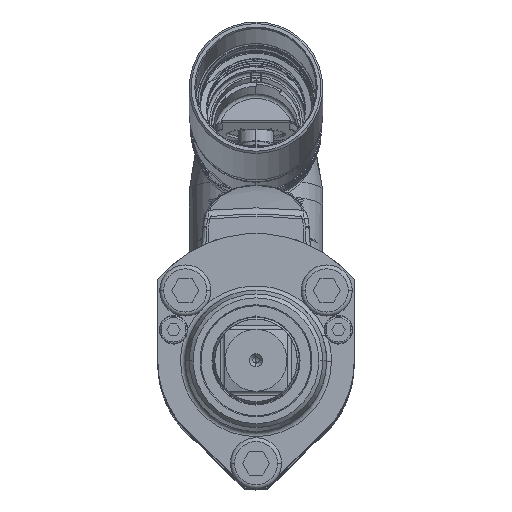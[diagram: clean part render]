
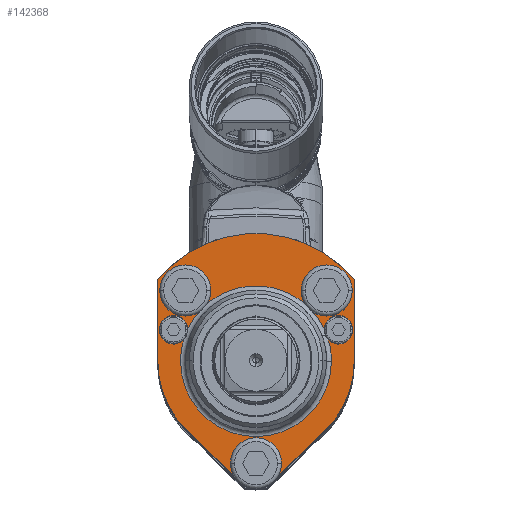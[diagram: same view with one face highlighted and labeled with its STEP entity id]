
A CAD part, top view. The second image highlights one B-rep face of the part: STEP entity #142368.
In plain terms, the highlighted planar face has unit normal (0, 0, 1).
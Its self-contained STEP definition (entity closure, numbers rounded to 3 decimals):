
#140314=CARTESIAN_POINT('',(18.,18.,409.7));
#140315=DIRECTION('',(0.,0.,1.));
#140316=DIRECTION('',(0.,-1.,0.));
#140317=AXIS2_PLACEMENT_3D('',#140314,#140315,#140316);
#140319=CARTESIAN_POINT('',(18.,18.,409.7));
#140320=DIRECTION('',(0.,0.,1.));
#140321=DIRECTION('',(0.,1.,0.));
#140322=AXIS2_PLACEMENT_3D('',#140319,#140320,#140321);
#140324=CARTESIAN_POINT('',(-18.,18.,409.7));
#140325=DIRECTION('',(0.,0.,1.));
#140326=DIRECTION('',(0.,-1.,0.));
#140327=AXIS2_PLACEMENT_3D('',#140324,#140325,#140326);
#140329=CARTESIAN_POINT('',(-18.,18.,409.7));
#140330=DIRECTION('',(0.,0.,1.));
#140331=DIRECTION('',(0.,1.,0.));
#140332=AXIS2_PLACEMENT_3D('',#140329,#140330,#140331);
#140334=CARTESIAN_POINT('',(0.,0.,409.7));
#140335=DIRECTION('',(0.,0.,1.));
#140336=DIRECTION('',(-0.959,0.282,0.));
#140337=AXIS2_PLACEMENT_3D('',#140334,#140335,#140336);
#140339=CARTESIAN_POINT('',(0.,0.,409.7));
#140340=DIRECTION('',(0.,0.,1.));
#140341=DIRECTION('',(-1.,-0.01,0.));
#140342=AXIS2_PLACEMENT_3D('',#140339,#140340,#140341);
#140344=CARTESIAN_POINT('',(0.,0.,409.7));
#140345=DIRECTION('',(0.,0.,1.));
#140346=DIRECTION('',(1.,0.,0.));
#140347=AXIS2_PLACEMENT_3D('',#140344,#140345,#140346);
#140349=CARTESIAN_POINT('',(21.,8.,409.7));
#140350=DIRECTION('',(0.,0.,1.));
#140351=DIRECTION('',(-0.707,-0.707,0.));
#140352=AXIS2_PLACEMENT_3D('',#140349,#140350,#140351);
#140354=CARTESIAN_POINT('',(21.,8.,409.7));
#140355=DIRECTION('',(0.,0.,1.));
#140356=DIRECTION('',(0.,-1.,0.));
#140357=AXIS2_PLACEMENT_3D('',#140354,#140355,#140356);
#140359=CARTESIAN_POINT('',(21.,8.,409.7));
#140360=DIRECTION('',(0.,0.,1.));
#140361=DIRECTION('',(0.,1.,0.));
#140362=AXIS2_PLACEMENT_3D('',#140359,#140360,#140361);
#140364=CARTESIAN_POINT('',(0.,0.,409.7));
#140365=DIRECTION('',(0.,0.,1.));
#140366=DIRECTION('',(0.904,0.428,0.));
#140367=AXIS2_PLACEMENT_3D('',#140364,#140365,#140366);
#140369=CARTESIAN_POINT('',(-21.,8.,409.7));
#140370=DIRECTION('',(0.,0.,1.));
#140371=DIRECTION('',(0.998,0.059,0.));
#140372=AXIS2_PLACEMENT_3D('',#140369,#140370,#140371);
#140374=CARTESIAN_POINT('',(-21.,8.,409.7));
#140375=DIRECTION('',(0.,0.,1.));
#140376=DIRECTION('',(0.,1.,0.));
#140377=AXIS2_PLACEMENT_3D('',#140374,#140375,#140376);
#140379=CARTESIAN_POINT('',(-21.,8.,409.7));
#140380=DIRECTION('',(0.,0.,1.));
#140381=DIRECTION('',(0.,-1.,0.));
#140382=AXIS2_PLACEMENT_3D('',#140379,#140380,#140381);
#140384=DIRECTION('',(-0.707,-0.707,0.));
#140385=VECTOR('',#140384,20.712);
#140386=CARTESIAN_POINT('',(20.204,-14.724,409.7));
#140387=LINE('',#140386,#140385);
#140388=CARTESIAN_POINT('',(0.,-26.,409.7));
#140389=DIRECTION('',(0.,0.,-1.));
#140390=DIRECTION('',(1.,0.,0.));
#140391=AXIS2_PLACEMENT_3D('',#140388,#140389,#140390);
#140393=CARTESIAN_POINT('',(0.,-26.,409.7));
#140394=DIRECTION('',(0.,0.,-1.));
#140395=DIRECTION('',(-1.,0.,0.));
#140396=AXIS2_PLACEMENT_3D('',#140393,#140394,#140395);
#140398=CARTESIAN_POINT('',(0.,-26.,409.7));
#140399=DIRECTION('',(0.,0.,-1.));
#140400=DIRECTION('',(-0.855,-0.518,0.));
#140401=AXIS2_PLACEMENT_3D('',#140398,#140399,#140400);
#140403=DIRECTION('',(-0.707,0.707,0.));
#140404=VECTOR('',#140403,20.712);
#140405=CARTESIAN_POINT('',(-5.558,-29.37,409.7));
#140406=LINE('',#140405,#140404);
#140407=CARTESIAN_POINT('',(0.,0.,409.7));
#140408=DIRECTION('',(0.,0.,-1.));
#140409=DIRECTION('',(-0.808,-0.589,0.));
#140410=AXIS2_PLACEMENT_3D('',#140407,#140408,#140409);
#140412=DIRECTION('',(0.,1.,0.));
#140413=VECTOR('',#140412,20.767);
#140414=CARTESIAN_POINT('',(-25.,0.,409.7));
#140415=LINE('',#140414,#140413);
#140416=CARTESIAN_POINT('',(0.,0.,409.7));
#140417=DIRECTION('',(0.,0.,-1.));
#140418=DIRECTION('',(-0.769,0.639,0.));
#140419=AXIS2_PLACEMENT_3D('',#140416,#140417,#140418);
#140421=DIRECTION('',(0.,-1.,0.));
#140422=VECTOR('',#140421,20.767);
#140423=CARTESIAN_POINT('',(25.,20.767,409.7));
#140424=LINE('',#140423,#140422);
#140425=CARTESIAN_POINT('',(0.,0.,409.7));
#140426=DIRECTION('',(0.,0.,-1.));
#140427=DIRECTION('',(1.,0.,0.));
#140428=AXIS2_PLACEMENT_3D('',#140425,#140426,#140427);
#141518=CARTESIAN_POINT('',(-25.,20.767,409.7));
#141519=CARTESIAN_POINT('',(25.,20.767,409.7));
#141520=VERTEX_POINT('',#141518);
#141521=VERTEX_POINT('',#141519);
#141522=CARTESIAN_POINT('',(25.,0.,409.7));
#141523=VERTEX_POINT('',#141522);
#141524=CARTESIAN_POINT('',(20.204,-14.724,409.7));
#141525=VERTEX_POINT('',#141524);
#141526=CARTESIAN_POINT('',(-20.204,-14.724,409.7));
#141527=CARTESIAN_POINT('',(-25.,0.,409.7));
#141528=VERTEX_POINT('',#141526);
#141529=VERTEX_POINT('',#141527);
#141530=CARTESIAN_POINT('',(18.,13.85,409.7));
#141531=CARTESIAN_POINT('',(18.,22.15,409.7));
#141532=VERTEX_POINT('',#141530);
#141533=VERTEX_POINT('',#141531);
#141534=CARTESIAN_POINT('',(-18.,13.85,409.7));
#141535=CARTESIAN_POINT('',(-18.,22.15,409.7));
#141536=VERTEX_POINT('',#141534);
#141537=VERTEX_POINT('',#141535);
#141538=CARTESIAN_POINT('',(19.2,0.,409.7));
#141539=CARTESIAN_POINT('',(18.419,5.421,409.7));
#141540=VERTEX_POINT('',#141538);
#141541=VERTEX_POINT('',#141539);
#141542=CARTESIAN_POINT('',(21.,4.35,409.7));
#141543=VERTEX_POINT('',#141542);
#141544=CARTESIAN_POINT('',(21.,11.65,409.7));
#141545=VERTEX_POINT('',#141544);
#141546=CARTESIAN_POINT('',(17.356,8.215,409.7));
#141547=VERTEX_POINT('',#141546);
#141548=CARTESIAN_POINT('',(-17.354,8.214,409.7));
#141549=VERTEX_POINT('',#141548);
#141550=CARTESIAN_POINT('',(-21.,11.65,409.7));
#141551=VERTEX_POINT('',#141550);
#141552=CARTESIAN_POINT('',(-21.,4.35,409.7));
#141553=VERTEX_POINT('',#141552);
#141554=CARTESIAN_POINT('',(-18.418,5.42,409.7));
#141555=VERTEX_POINT('',#141554);
#141564=CARTESIAN_POINT('',(-19.199,-0.195,409.7));
#141565=VERTEX_POINT('',#141564);
#141814=CARTESIAN_POINT('',(5.558,-29.37,409.7));
#141815=VERTEX_POINT('',#141814);
#141822=CARTESIAN_POINT('',(-5.558,-29.37,409.7));
#141823=VERTEX_POINT('',#141822);
#141824=CARTESIAN_POINT('',(-6.5,-26.,409.7));
#141825=VERTEX_POINT('',#141824);
#141826=CARTESIAN_POINT('',(6.5,-26.,409.7));
#141827=VERTEX_POINT('',#141826);
#142311=CARTESIAN_POINT('',(0.,-0.002,409.7));
#142312=DIRECTION('',(0.,0.,1.));
#142313=DIRECTION('',(-1.,0.,0.));
#142314=AXIS2_PLACEMENT_3D('',#142311,#142312,#142313);
#142315=PLANE('',#142314);
#142316=ORIENTED_EDGE('',*,*,#142292,.T.);
#142318=ORIENTED_EDGE('',*,*,#142317,.F.);
#142320=ORIENTED_EDGE('',*,*,#142319,.F.);
#142322=ORIENTED_EDGE('',*,*,#142321,.F.);
#142324=ORIENTED_EDGE('',*,*,#142323,.T.);
#142326=ORIENTED_EDGE('',*,*,#142325,.T.);
#142328=ORIENTED_EDGE('',*,*,#142327,.T.);
#142329=ORIENTED_EDGE('',*,*,#142216,.T.);
#142330=ORIENTED_EDGE('',*,*,#142243,.T.);
#142331=ORIENTED_EDGE('',*,*,#142269,.T.);
#142332=EDGE_LOOP('',(#142316,#142318,#142320,#142322,#142324,#142326,#142328,
#142329,#142330,#142331));
#142333=FACE_OUTER_BOUND('',#142332,.F.);
#142335=ORIENTED_EDGE('',*,*,#142334,.T.);
#142337=ORIENTED_EDGE('',*,*,#142336,.T.);
#142338=EDGE_LOOP('',(#142335,#142337));
#142339=FACE_BOUND('',#142338,.F.);
#142341=ORIENTED_EDGE('',*,*,#142340,.T.);
#142343=ORIENTED_EDGE('',*,*,#142342,.T.);
#142344=EDGE_LOOP('',(#142341,#142343));
#142345=FACE_BOUND('',#142344,.F.);
#142347=ORIENTED_EDGE('',*,*,#142346,.T.);
#142349=ORIENTED_EDGE('',*,*,#142348,.T.);
#142351=ORIENTED_EDGE('',*,*,#142350,.T.);
#142353=ORIENTED_EDGE('',*,*,#142352,.T.);
#142355=ORIENTED_EDGE('',*,*,#142354,.T.);
#142357=ORIENTED_EDGE('',*,*,#142356,.T.);
#142359=ORIENTED_EDGE('',*,*,#142358,.T.);
#142361=ORIENTED_EDGE('',*,*,#142360,.T.);
#142363=ORIENTED_EDGE('',*,*,#142362,.T.);
#142365=ORIENTED_EDGE('',*,*,#142364,.T.);
#142366=EDGE_LOOP('',(#142347,#142349,#142351,#142353,#142355,#142357,#142359,
#142361,#142363,#142365));
#142367=FACE_BOUND('',#142366,.F.);
#140318=CIRCLE('',#140317,4.15);
#140323=CIRCLE('',#140322,4.15);
#140328=CIRCLE('',#140327,4.15);
#140333=CIRCLE('',#140332,4.15);
#140338=CIRCLE('',#140337,19.2);
#140343=CIRCLE('',#140342,19.2);
#140348=CIRCLE('',#140347,19.2);
#140353=CIRCLE('',#140352,3.65);
#140358=CIRCLE('',#140357,3.65);
#140363=CIRCLE('',#140362,3.65);
#140368=CIRCLE('',#140367,19.2);
#140373=CIRCLE('',#140372,3.65);
#140378=CIRCLE('',#140377,3.65);
#140383=CIRCLE('',#140382,3.65);
#140392=CIRCLE('',#140391,6.5);
#140397=CIRCLE('',#140396,6.5);
#140402=CIRCLE('',#140401,6.5);
#140411=CIRCLE('',#140410,25.);
#140420=CIRCLE('',#140419,32.5);
#140429=CIRCLE('',#140428,25.);
#142216=EDGE_CURVE('',#141520,#141521,#140420,.T.);
#142243=EDGE_CURVE('',#141521,#141523,#140424,.T.);
#142269=EDGE_CURVE('',#141523,#141525,#140429,.T.);
#142292=EDGE_CURVE('',#141525,#141815,#140387,.T.);
#142317=EDGE_CURVE('',#141827,#141815,#140392,.T.);
#142319=EDGE_CURVE('',#141825,#141827,#140397,.T.);
#142321=EDGE_CURVE('',#141823,#141825,#140402,.T.);
#142323=EDGE_CURVE('',#141823,#141528,#140406,.T.);
#142325=EDGE_CURVE('',#141528,#141529,#140411,.T.);
#142327=EDGE_CURVE('',#141529,#141520,#140415,.T.);
#142334=EDGE_CURVE('',#141532,#141533,#140318,.T.);
#142336=EDGE_CURVE('',#141533,#141532,#140323,.T.);
#142340=EDGE_CURVE('',#141536,#141537,#140328,.T.);
#142342=EDGE_CURVE('',#141537,#141536,#140333,.T.);
#142346=EDGE_CURVE('',#141555,#141565,#140338,.T.);
#142348=EDGE_CURVE('',#141565,#141540,#140343,.T.);
#142350=EDGE_CURVE('',#141540,#141541,#140348,.T.);
#142352=EDGE_CURVE('',#141541,#141543,#140353,.T.);
#142354=EDGE_CURVE('',#141543,#141545,#140358,.T.);
#142356=EDGE_CURVE('',#141545,#141547,#140363,.T.);
#142358=EDGE_CURVE('',#141547,#141549,#140368,.T.);
#142360=EDGE_CURVE('',#141549,#141551,#140373,.T.);
#142362=EDGE_CURVE('',#141551,#141553,#140378,.T.);
#142364=EDGE_CURVE('',#141553,#141555,#140383,.T.);
#142368=ADVANCED_FACE('',(#142333,#142339,#142345,#142367),#142315,.T.);
